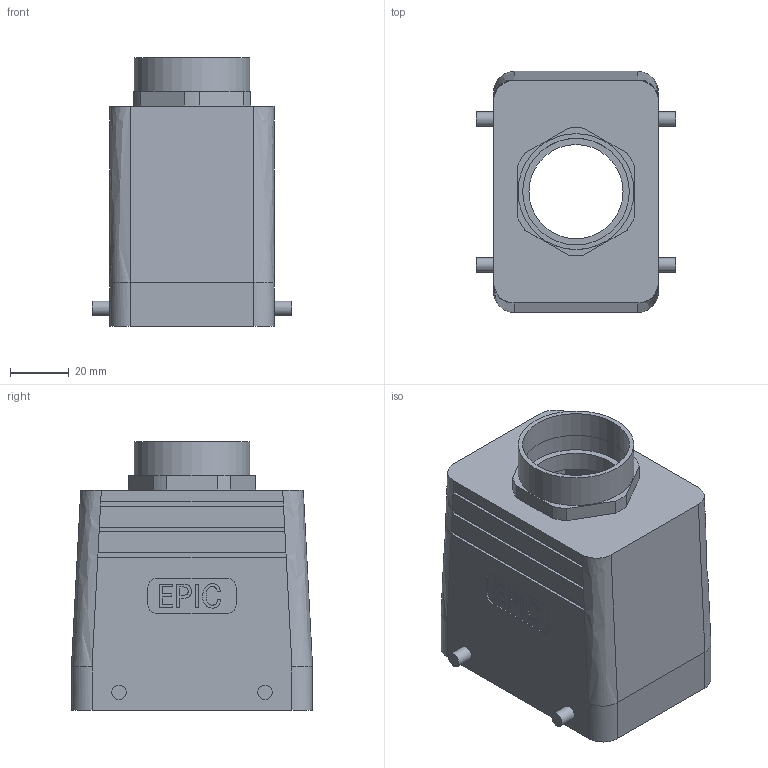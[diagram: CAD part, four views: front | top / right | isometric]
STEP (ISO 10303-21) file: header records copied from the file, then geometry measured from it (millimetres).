
FILE_DESCRIPTION( ( 'Unknown' ), '1' );
FILE_NAME( 'H_A_32_TG_29_C.stp', 'Unknown', ( 'Unknown' ), ( 'Unknown' ), 'PSStep 11.0', 'Unknown', ' ' );
FILE_SCHEMA( ( 'AUTOMOTIVE_DESIGN { 1 0 10303 214 1 1 1 1 }' ) );
Length unit declared in the file: millimetre
Products named in the file (1): 1
Bounding box: 68 x 82 x 91.5 mm (x, y, z)
Volume: 101817 mm3; surface area: 50627.7 mm2
Topology: 1 solids, 1 shells, 177 faces, 431 edges, 278 vertices
Faces by surface type: plane 126, cylinder 38, bspline 8, extrusion 5
Full cylindrical faces by diameter (mm): 2.459 x8, 4.9 x4, 32 x1, 36.24 x2, 39.4 x1
Entity records: 7065 total; most frequent: CARTESIAN_POINT 1719, ORIENTED_EDGE 828, DIRECTION 718, EDGE_CURVE 414, VERTEX_POINT 277, AXIS2_PLACEMENT_3D 240, VECTOR 238, LINE 233
